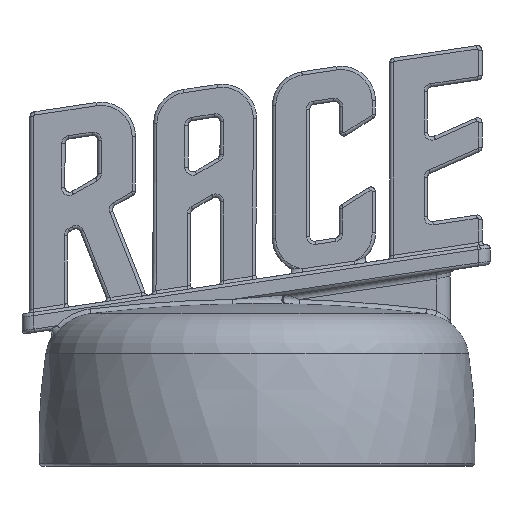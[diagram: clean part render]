
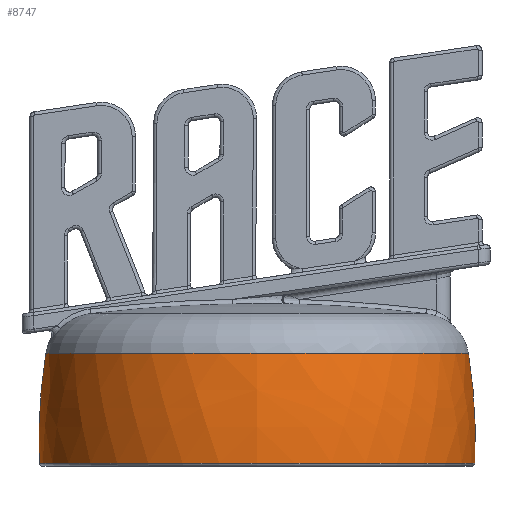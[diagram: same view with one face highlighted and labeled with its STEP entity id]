
A CAD part, left-side view. The second image highlights one B-rep face of the part: STEP entity #8747.
In plain terms, the highlighted free-form (B-spline) face has degree [3, 3] with [7, 4] control points.
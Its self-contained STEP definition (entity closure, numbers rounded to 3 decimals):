
#14=CARTESIAN_POINT('',(0.,0.,-1.761));
#15=DIRECTION('',(0.,0.,1.));
#16=DIRECTION('',(0.,1.,0.));
#17=AXIS2_PLACEMENT_3D('',#14,#15,#16);
#47=CARTESIAN_POINT('',(0.,24.413,0.));
#48=DIRECTION('',(-1.,0.,0.));
#49=DIRECTION('',(0.,-0.999,-0.043));
#50=AXIS2_PLACEMENT_3D('',#47,#48,#49);
#55=CARTESIAN_POINT('',(0.,-24.413,0.));
#56=DIRECTION('',(1.,0.,0.));
#57=DIRECTION('',(0.,0.999,-0.043));
#58=AXIS2_PLACEMENT_3D('',#55,#56,#57);
#199=CARTESIAN_POINT('',(0.,0.,6.488));
#200=DIRECTION('',(0.,0.,1.));
#201=DIRECTION('',(0.,1.,0.));
#202=AXIS2_PLACEMENT_3D('',#199,#200,#201);
#7785=CARTESIAN_POINT('',(0.,15.881,6.488));
#7786=CARTESIAN_POINT('',(0.,-15.881,6.488));
#7787=VERTEX_POINT('',#7785);
#7788=VERTEX_POINT('',#7786);
#8684=CARTESIAN_POINT('',(0.,-16.362,-1.761));
#8685=CARTESIAN_POINT('',(0.,16.362,-1.761));
#8686=VERTEX_POINT('',#8684);
#8687=VERTEX_POINT('',#8685);
#8708=CARTESIAN_POINT('',(1.027,16.322,-1.926));
#8709=CARTESIAN_POINT('',(1.035,16.458,0.945));
#8710=CARTESIAN_POINT('',(1.025,16.291,3.815));
#8711=CARTESIAN_POINT('',(0.995,15.823,6.652));
#8712=CARTESIAN_POINT('',(-9.018,16.954,
-1.926));
#8713=CARTESIAN_POINT('',(-9.093,17.095,
0.945));
#8714=CARTESIAN_POINT('',(-9.,16.921,3.815));
#8715=CARTESIAN_POINT('',(-8.742,16.436,6.652));
#8716=CARTESIAN_POINT('',(-16.355,10.065,
-1.926));
#8717=CARTESIAN_POINT('',(-16.49,10.148,
0.945));
#8718=CARTESIAN_POINT('',(-16.323,10.045,3.815));
#8719=CARTESIAN_POINT('',(-15.854,9.757,6.652));
#8720=CARTESIAN_POINT('',(-16.355,0.,-1.926));
#8721=CARTESIAN_POINT('',(-16.49,0.,0.945));
#8722=CARTESIAN_POINT('',(-16.323,0.,3.815));
#8723=CARTESIAN_POINT('',(-15.854,0.,6.652));
#8724=CARTESIAN_POINT('',(-16.355,-10.065,
-1.926));
#8725=CARTESIAN_POINT('',(-16.49,-10.148,
0.945));
#8726=CARTESIAN_POINT('',(-16.323,-10.045,
3.815));
#8727=CARTESIAN_POINT('',(-15.854,-9.757,
6.652));
#8728=CARTESIAN_POINT('',(-9.018,-16.954,
-1.926));
#8729=CARTESIAN_POINT('',(-9.093,-17.095,
0.945));
#8730=CARTESIAN_POINT('',(-9.,-16.921,
3.815));
#8731=CARTESIAN_POINT('',(-8.742,-16.436,
6.652));
#8732=CARTESIAN_POINT('',(1.027,-16.322,
-1.926));
#8733=CARTESIAN_POINT('',(1.035,-16.458,
0.945));
#8734=CARTESIAN_POINT('',(1.025,-16.291,3.815));
#8735=CARTESIAN_POINT('',(0.995,-15.823,
6.652));
#8736=(BOUNDED_SURFACE()B_SPLINE_SURFACE(3,3,((#8708,#8709,#8710,#8711),(#8712,
#8713,#8714,#8715),(#8716,#8717,#8718,#8719),(#8720,#8721,#8722,#8723),(#8724,
#8725,#8726,#8727),(#8728,#8729,#8730,#8731),(#8732,#8733,#8734,#8735)),
.UNSPECIFIED.,.F.,.F.,.F.)B_SPLINE_SURFACE_WITH_KNOTS((4,3,4),(4,4),(0.,1.,
2.),(0.,1.),.UNSPECIFIED.)GEOMETRIC_REPRESENTATION_ITEM()RATIONAL_B_SPLINE_SURFACE(((1.191,1.186,1.186,1.191),(
0.94,0.937,0.937,0.94),(
0.94,0.937,0.937,0.94),(
1.191,1.186,1.186,1.191),(
0.94,0.937,0.937,0.94),(
0.94,0.937,0.937,0.94),(
1.191,1.186,1.186,1.191)))REPRESENTATION_ITEM('')SURFACE());
#8738=ORIENTED_EDGE('',*,*,#8737,.F.);
#8740=ORIENTED_EDGE('',*,*,#8739,.T.);
#8742=ORIENTED_EDGE('',*,*,#8741,.T.);
#8744=ORIENTED_EDGE('',*,*,#8743,.F.);
#8745=EDGE_LOOP('',(#8738,#8740,#8742,#8744));
#8746=FACE_OUTER_BOUND('',#8745,.F.);
#18=CIRCLE('',#17,16.362);
#51=CIRCLE('',#50,40.813);
#59=CIRCLE('',#58,40.813);
#203=CIRCLE('',#202,15.881);
#8737=EDGE_CURVE('',#8687,#8686,#18,.T.);
#8739=EDGE_CURVE('',#8687,#7787,#59,.T.);
#8741=EDGE_CURVE('',#7787,#7788,#203,.T.);
#8743=EDGE_CURVE('',#8686,#7788,#51,.T.);
#8747=ADVANCED_FACE('',(#8746),#8736,.T.);
